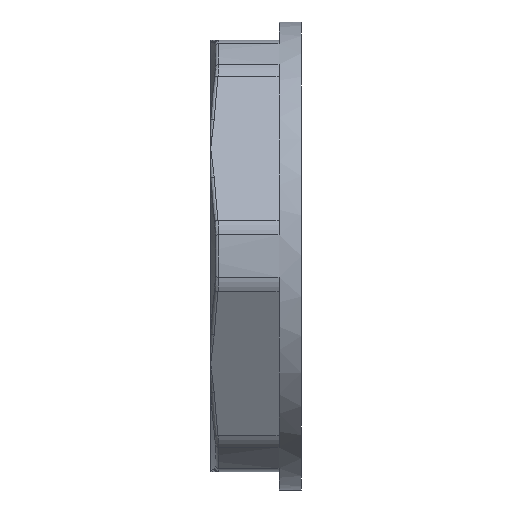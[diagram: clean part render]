
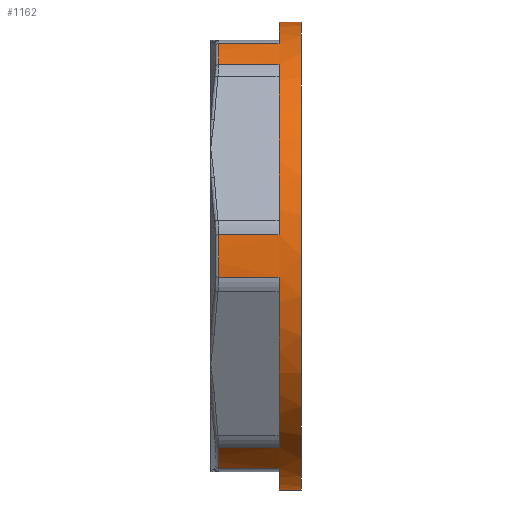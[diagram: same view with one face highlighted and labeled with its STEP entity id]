
A CAD part, front view. The second image highlights one B-rep face of the part: STEP entity #1162.
In plain terms, the highlighted cylindrical face has radius 13.02 mm (diameter 26.04 mm), a full revolution.
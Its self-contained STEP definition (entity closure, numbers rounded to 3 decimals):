
#20=FACE_BOUND('',#211,.T.);
#47=LINE('',#1714,#79);
#50=LINE('',#1827,#82);
#52=LINE('',#1836,#84);
#53=LINE('',#1840,#85);
#54=LINE('',#1844,#86);
#55=LINE('',#1848,#87);
#56=LINE('',#1852,#88);
#57=LINE('',#1856,#89);
#58=LINE('',#1860,#90);
#59=LINE('',#1864,#91);
#60=LINE('',#1868,#92);
#61=LINE('',#1872,#93);
#79=VECTOR('',#1379,3.359);
#82=VECTOR('',#1394,3.359);
#84=VECTOR('',#1406,3.359);
#85=VECTOR('',#1409,3.359);
#86=VECTOR('',#1412,3.359);
#87=VECTOR('',#1415,3.359);
#88=VECTOR('',#1418,3.359);
#89=VECTOR('',#1421,3.359);
#90=VECTOR('',#1424,3.359);
#91=VECTOR('',#1427,3.359);
#92=VECTOR('',#1430,3.359);
#93=VECTOR('',#1433,3.359);
#112=CYLINDRICAL_SURFACE('',#1251,13.02);
#132=FACE_OUTER_BOUND('',#210,.T.);
#210=EDGE_LOOP('',(#772,#773,#774,#775,#776,#777,#778,#779,#780,#781,#782,
#783,#784,#785,#786,#787,#788,#789,#790,#791,#792,#793,#794,#795));
#211=EDGE_LOOP('',(#796));
#362=CIRCLE('',#1250,13.02);
#363=CIRCLE('',#1252,13.02);
#364=CIRCLE('',#1253,13.02);
#365=CIRCLE('',#1254,13.02);
#366=CIRCLE('',#1255,13.02);
#367=CIRCLE('',#1256,13.02);
#368=CIRCLE('',#1257,13.02);
#369=CIRCLE('',#1258,13.02);
#370=CIRCLE('',#1259,13.02);
#371=CIRCLE('',#1260,13.02);
#372=CIRCLE('',#1261,13.02);
#373=CIRCLE('',#1262,13.02);
#374=CIRCLE('',#1263,13.02);
#443=VERTEX_POINT('',#1694);
#446=VERTEX_POINT('',#1710);
#456=VERTEX_POINT('',#1810);
#459=VERTEX_POINT('',#1825);
#460=VERTEX_POINT('',#1833);
#461=VERTEX_POINT('',#1835);
#462=VERTEX_POINT('',#1837);
#463=VERTEX_POINT('',#1839);
#464=VERTEX_POINT('',#1841);
#465=VERTEX_POINT('',#1843);
#466=VERTEX_POINT('',#1845);
#467=VERTEX_POINT('',#1847);
#468=VERTEX_POINT('',#1849);
#469=VERTEX_POINT('',#1851);
#470=VERTEX_POINT('',#1853);
#471=VERTEX_POINT('',#1855);
#472=VERTEX_POINT('',#1857);
#473=VERTEX_POINT('',#1859);
#474=VERTEX_POINT('',#1861);
#475=VERTEX_POINT('',#1863);
#476=VERTEX_POINT('',#1865);
#477=VERTEX_POINT('',#1867);
#478=VERTEX_POINT('',#1869);
#479=VERTEX_POINT('',#1871);
#480=VERTEX_POINT('',#1874);
#559=EDGE_CURVE('',#443,#446,#47,.T.);
#573=EDGE_CURVE('',#459,#456,#50,.T.);
#576=EDGE_CURVE('',#456,#443,#362,.T.);
#577=EDGE_CURVE('',#460,#459,#363,.T.);
#578=EDGE_CURVE('',#461,#460,#52,.T.);
#579=EDGE_CURVE('',#462,#461,#364,.T.);
#580=EDGE_CURVE('',#463,#462,#53,.T.);
#581=EDGE_CURVE('',#464,#463,#365,.T.);
#582=EDGE_CURVE('',#465,#464,#54,.T.);
#583=EDGE_CURVE('',#466,#465,#366,.T.);
#584=EDGE_CURVE('',#467,#466,#55,.T.);
#585=EDGE_CURVE('',#468,#467,#367,.T.);
#586=EDGE_CURVE('',#469,#468,#56,.T.);
#587=EDGE_CURVE('',#470,#469,#368,.T.);
#588=EDGE_CURVE('',#471,#470,#57,.T.);
#589=EDGE_CURVE('',#472,#471,#369,.T.);
#590=EDGE_CURVE('',#473,#472,#58,.T.);
#591=EDGE_CURVE('',#474,#473,#370,.T.);
#592=EDGE_CURVE('',#475,#474,#59,.T.);
#593=EDGE_CURVE('',#476,#475,#371,.T.);
#594=EDGE_CURVE('',#477,#476,#60,.T.);
#595=EDGE_CURVE('',#478,#477,#372,.T.);
#596=EDGE_CURVE('',#479,#478,#61,.T.);
#597=EDGE_CURVE('',#446,#479,#373,.T.);
#598=EDGE_CURVE('',#480,#480,#374,.T.);
#772=ORIENTED_EDGE('',*,*,#559,.F.);
#773=ORIENTED_EDGE('',*,*,#576,.F.);
#774=ORIENTED_EDGE('',*,*,#573,.F.);
#775=ORIENTED_EDGE('',*,*,#577,.F.);
#776=ORIENTED_EDGE('',*,*,#578,.F.);
#777=ORIENTED_EDGE('',*,*,#579,.F.);
#778=ORIENTED_EDGE('',*,*,#580,.F.);
#779=ORIENTED_EDGE('',*,*,#581,.F.);
#780=ORIENTED_EDGE('',*,*,#582,.F.);
#781=ORIENTED_EDGE('',*,*,#583,.F.);
#782=ORIENTED_EDGE('',*,*,#584,.F.);
#783=ORIENTED_EDGE('',*,*,#585,.F.);
#784=ORIENTED_EDGE('',*,*,#586,.F.);
#785=ORIENTED_EDGE('',*,*,#587,.F.);
#786=ORIENTED_EDGE('',*,*,#588,.F.);
#787=ORIENTED_EDGE('',*,*,#589,.F.);
#788=ORIENTED_EDGE('',*,*,#590,.F.);
#789=ORIENTED_EDGE('',*,*,#591,.F.);
#790=ORIENTED_EDGE('',*,*,#592,.F.);
#791=ORIENTED_EDGE('',*,*,#593,.F.);
#792=ORIENTED_EDGE('',*,*,#594,.F.);
#793=ORIENTED_EDGE('',*,*,#595,.F.);
#794=ORIENTED_EDGE('',*,*,#596,.F.);
#795=ORIENTED_EDGE('',*,*,#597,.F.);
#796=ORIENTED_EDGE('',*,*,#598,.F.);
#1162=ADVANCED_FACE('',(#132,#20),#112,.T.);
#1250=AXIS2_PLACEMENT_3D('',#1831,#1400,#1401);
#1251=AXIS2_PLACEMENT_3D('',#1832,#1402,#1403);
#1252=AXIS2_PLACEMENT_3D('',#1834,#1404,#1405);
#1253=AXIS2_PLACEMENT_3D('',#1838,#1407,#1408);
#1254=AXIS2_PLACEMENT_3D('',#1842,#1410,#1411);
#1255=AXIS2_PLACEMENT_3D('',#1846,#1413,#1414);
#1256=AXIS2_PLACEMENT_3D('',#1850,#1416,#1417);
#1257=AXIS2_PLACEMENT_3D('',#1854,#1419,#1420);
#1258=AXIS2_PLACEMENT_3D('',#1858,#1422,#1423);
#1259=AXIS2_PLACEMENT_3D('',#1862,#1425,#1426);
#1260=AXIS2_PLACEMENT_3D('',#1866,#1428,#1429);
#1261=AXIS2_PLACEMENT_3D('',#1870,#1431,#1432);
#1262=AXIS2_PLACEMENT_3D('',#1873,#1434,#1435);
#1263=AXIS2_PLACEMENT_3D('',#1875,#1436,#1437);
#1379=DIRECTION('',(1.,0.,0.));
#1394=DIRECTION('',(-1.,0.,0.));
#1400=DIRECTION('center_axis',(-1.,0.,0.));
#1401=DIRECTION('ref_axis',(0.,1.,0.));
#1402=DIRECTION('center_axis',(1.,0.,0.));
#1403=DIRECTION('ref_axis',(0.,1.,0.));
#1404=DIRECTION('center_axis',(-1.,0.,0.));
#1405=DIRECTION('ref_axis',(0.,1.,0.));
#1406=DIRECTION('',(1.,0.,0.));
#1407=DIRECTION('center_axis',(-1.,0.,0.));
#1408=DIRECTION('ref_axis',(0.,0.5,0.866));
#1409=DIRECTION('',(-1.,0.,0.));
#1410=DIRECTION('center_axis',(-1.,0.,0.));
#1411=DIRECTION('ref_axis',(0.,1.,0.));
#1412=DIRECTION('',(1.,0.,0.));
#1413=DIRECTION('center_axis',(-1.,0.,0.));
#1414=DIRECTION('ref_axis',(0.,-0.5,0.866));
#1415=DIRECTION('',(-1.,0.,0.));
#1416=DIRECTION('center_axis',(-1.,0.,0.));
#1417=DIRECTION('ref_axis',(0.,1.,0.));
#1418=DIRECTION('',(1.,0.,0.));
#1419=DIRECTION('center_axis',(-1.,0.,0.));
#1420=DIRECTION('ref_axis',(0.,-1.,0.));
#1421=DIRECTION('',(-1.,0.,0.));
#1422=DIRECTION('center_axis',(-1.,0.,0.));
#1423=DIRECTION('ref_axis',(0.,1.,0.));
#1424=DIRECTION('',(1.,0.,0.));
#1425=DIRECTION('center_axis',(-1.,0.,0.));
#1426=DIRECTION('ref_axis',(0.,-0.5,-0.866));
#1427=DIRECTION('',(-1.,0.,0.));
#1428=DIRECTION('center_axis',(-1.,0.,0.));
#1429=DIRECTION('ref_axis',(0.,1.,0.));
#1430=DIRECTION('',(1.,0.,0.));
#1431=DIRECTION('center_axis',(-1.,0.,0.));
#1432=DIRECTION('ref_axis',(0.,0.5,-0.866));
#1433=DIRECTION('',(-1.,0.,0.));
#1434=DIRECTION('center_axis',(-1.,0.,0.));
#1435=DIRECTION('ref_axis',(0.,1.,0.));
#1436=DIRECTION('center_axis',(1.,0.,0.));
#1437=DIRECTION('ref_axis',(0.,0.,-1.));
#1694=CARTESIAN_POINT('',(-4.599,12.967,-1.17));
#1710=CARTESIAN_POINT('',(-1.24,12.967,-1.17));
#1714=CARTESIAN_POINT('',(-0.62,12.967,-1.17));
#1810=CARTESIAN_POINT('',(-4.599,12.967,1.17));
#1825=CARTESIAN_POINT('',(-1.24,12.967,1.17));
#1827=CARTESIAN_POINT('',(-0.62,12.967,1.17));
#1831=CARTESIAN_POINT('Origin',(-4.599,0.,0.));
#1832=CARTESIAN_POINT('Origin',(-0.62,0.,0.));
#1833=CARTESIAN_POINT('',(-1.24,7.497,10.645));
#1834=CARTESIAN_POINT('Origin',(-1.24,0.,0.));
#1835=CARTESIAN_POINT('',(-4.599,7.497,10.645));
#1836=CARTESIAN_POINT('',(-0.62,7.497,10.645));
#1837=CARTESIAN_POINT('',(-4.599,5.471,11.815));
#1838=CARTESIAN_POINT('Origin',(-4.599,0.,0.));
#1839=CARTESIAN_POINT('',(-1.24,5.471,11.815));
#1840=CARTESIAN_POINT('',(-0.62,5.471,11.815));
#1841=CARTESIAN_POINT('',(-1.24,-5.471,11.815));
#1842=CARTESIAN_POINT('Origin',(-1.24,0.,0.));
#1843=CARTESIAN_POINT('',(-4.599,-5.471,11.815));
#1844=CARTESIAN_POINT('',(-0.62,-5.471,11.815));
#1845=CARTESIAN_POINT('',(-4.599,-7.497,10.645));
#1846=CARTESIAN_POINT('Origin',(-4.599,0.,0.));
#1847=CARTESIAN_POINT('',(-1.24,-7.497,10.645));
#1848=CARTESIAN_POINT('',(-0.62,-7.497,10.645));
#1849=CARTESIAN_POINT('',(-1.24,-12.967,1.17));
#1850=CARTESIAN_POINT('Origin',(-1.24,0.,0.));
#1851=CARTESIAN_POINT('',(-4.599,-12.967,1.17));
#1852=CARTESIAN_POINT('',(-0.62,-12.967,1.17));
#1853=CARTESIAN_POINT('',(-4.599,-12.967,-1.17));
#1854=CARTESIAN_POINT('Origin',(-4.599,0.,0.));
#1855=CARTESIAN_POINT('',(-1.24,-12.967,-1.17));
#1856=CARTESIAN_POINT('',(-0.62,-12.967,-1.17));
#1857=CARTESIAN_POINT('',(-1.24,-7.497,-10.645));
#1858=CARTESIAN_POINT('Origin',(-1.24,0.,0.));
#1859=CARTESIAN_POINT('',(-4.599,-7.497,-10.645));
#1860=CARTESIAN_POINT('',(-0.62,-7.497,-10.645));
#1861=CARTESIAN_POINT('',(-4.599,-5.471,-11.815));
#1862=CARTESIAN_POINT('Origin',(-4.599,0.,0.));
#1863=CARTESIAN_POINT('',(-1.24,-5.471,-11.815));
#1864=CARTESIAN_POINT('',(-0.62,-5.471,-11.815));
#1865=CARTESIAN_POINT('',(-1.24,5.471,-11.815));
#1866=CARTESIAN_POINT('Origin',(-1.24,0.,0.));
#1867=CARTESIAN_POINT('',(-4.599,5.471,-11.815));
#1868=CARTESIAN_POINT('',(-0.62,5.471,-11.815));
#1869=CARTESIAN_POINT('',(-4.599,7.497,-10.645));
#1870=CARTESIAN_POINT('Origin',(-4.599,0.,0.));
#1871=CARTESIAN_POINT('',(-1.24,7.497,-10.645));
#1872=CARTESIAN_POINT('',(-0.62,7.497,-10.645));
#1873=CARTESIAN_POINT('Origin',(-1.24,0.,0.));
#1874=CARTESIAN_POINT('',(0.,13.02,0.));
#1875=CARTESIAN_POINT('Origin',(0.,0.,0.));
